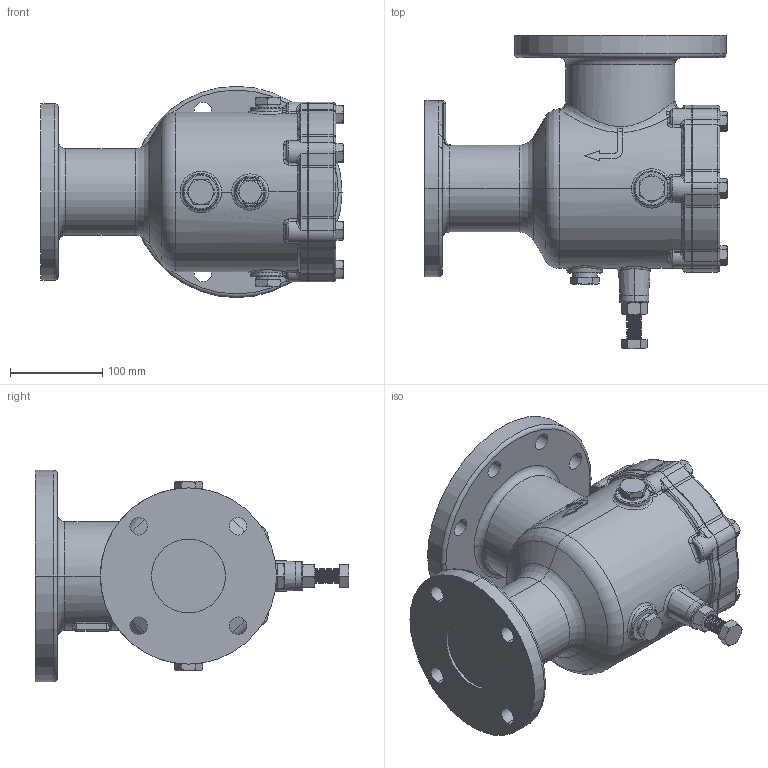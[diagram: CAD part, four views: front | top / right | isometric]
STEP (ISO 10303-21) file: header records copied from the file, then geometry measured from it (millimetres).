
FILE_DESCRIPTION (( 'STEP AP214' ), '1' );
FILE_NAME ('SD-4in_3in-125Lb.STEP', '2017-09-14T21:35:12', ( '' ), ( '' ), 'SwSTEP 2.0', 'SolidWorks 2013', '' );
FILE_SCHEMA (( 'AUTOMOTIVE_DESIGN' ));
Length unit declared in the file: inch
Products named in the file (4): X1SD-4in_3in-125Lb; X2SD-4in_3in-125Lb; SD-4in_3in-125Lb
Assembly tree (3 placements, depth 2):
  SD-4in_3in-125Lb
    SD-4in_3in-125Lb
    X2SD-4in_3in-125Lb
    X1SD-4in_3in-125Lb
Bounding box: 327.73 x 339.61 x 229 mm (x, y, z)
Volume: 7648968.7 mm3; surface area: 428810 mm2
Topology: 3 solids, 11 shells, 830 faces, 1952 edges, 1139 vertices
Faces by surface type: cylinder 237, plane 223, cone 149, bspline 113, torus 102, sphere 6
Entity records: 35796 total; most frequent: CARTESIAN_POINT 17682, ORIENTED_EDGE 3844, DIRECTION 3696, EDGE_CURVE 1922, AXIS2_PLACEMENT_3D 1540, VERTEX_POINT 1139, EDGE_LOOP 891, ADVANCED_FACE 830
